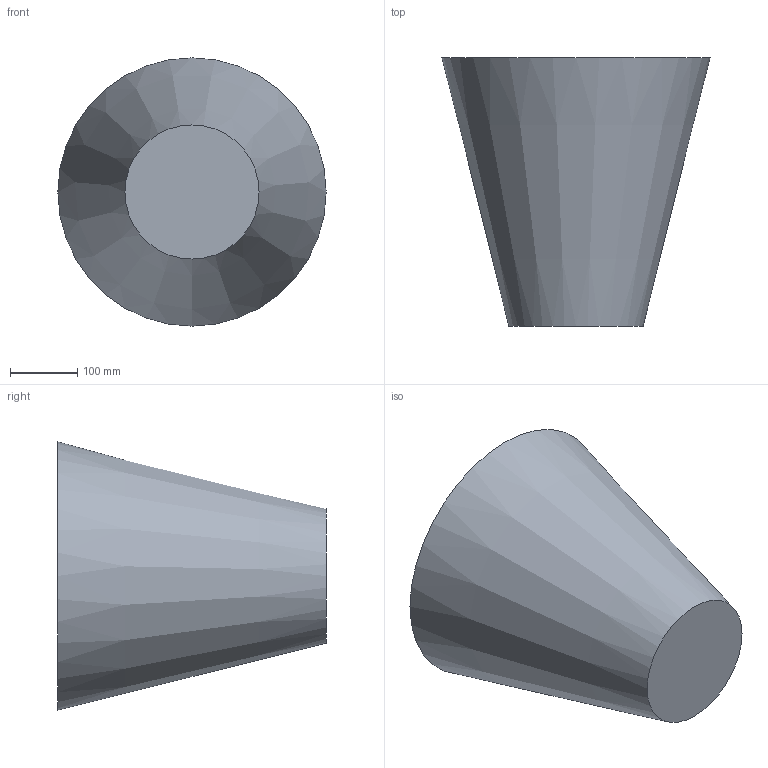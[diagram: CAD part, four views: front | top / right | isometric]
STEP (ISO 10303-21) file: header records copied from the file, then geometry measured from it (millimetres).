
FILE_DESCRIPTION( ( 'STEP AP203' ), '1' );
FILE_NAME( 'Cone.step', ' ', ( ' ' ), ( ' ' ), 'PSStep 20.0.26', ' ', ' ' );
FILE_SCHEMA( ( 'CONFIG_CONTROL_DESIGN' ) );
Length unit declared in the file: metre
Products named in the file (2): Assem1
Assembly tree (1 placements, depth 2):
  Assem1
    (unnamed)
Bounding box: 400 x 400 x 400 mm (x, y, z)
Volume: 29321531.4 mm3; surface area: 545673.2 mm2
Topology: 1 solids, 1 shells, 3 faces, 3 edges, 2 vertices
Faces by surface type: plane 2, cone 1
Entity records: 133 total; most frequent: DIRECTION 14, CC_DESIGN_PERSON_AND_ORGANIZATION_ASSIGNMENT 9, CARTESIAN_POINT 9, AXIS2_PLACEMENT_3D 7, PERSON_AND_ORGANIZATION_ROLE 4, CC_DESIGN_DATE_AND_TIME_ASSIGNMENT 4, DIMENSIONAL_EXPONENTS 4, EDGE_LOOP 4
